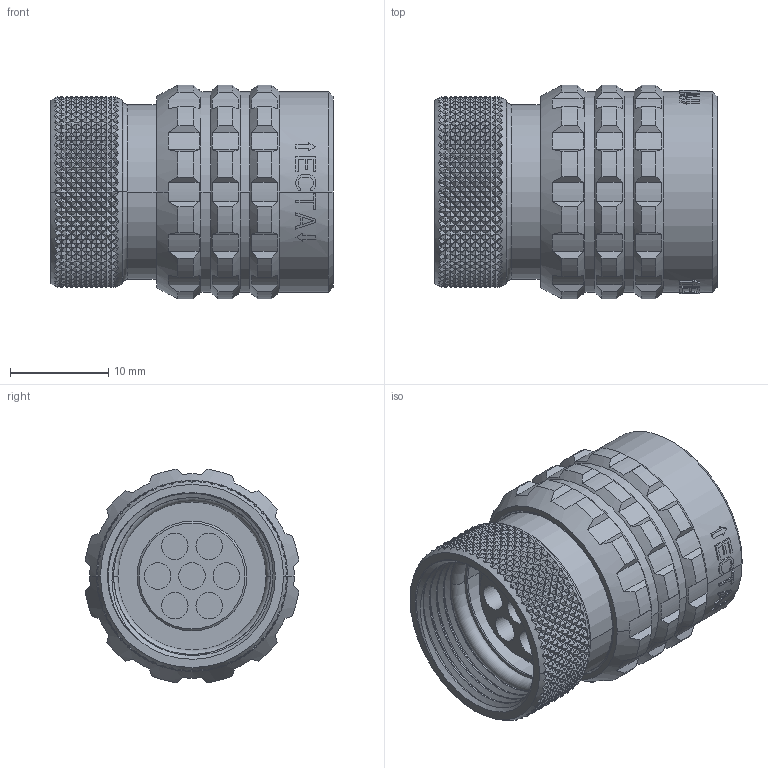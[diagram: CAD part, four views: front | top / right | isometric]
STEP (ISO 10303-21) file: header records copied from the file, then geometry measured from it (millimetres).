
FILE_DESCRIPTION((''),'2;1');
FILE_NAME('1332M107MS','2021-05-17T16:28:24',('cgregory'),('NET AG system integration'),'CREO PARAMETRIC BY PTC INC, 2019292','CREO PARAMETRIC BY PTC INC, 2019292','');
FILE_SCHEMA(('AUTOMOTIVE_DESIGN { 1 0 10303 214 1 1 1 1 }'));
Products named in the file (1): 1332M107MS
Bounding box: 28.8 x 21.79 x 21.79 mm (x, y, z)
Volume: 6783.4 mm3; surface area: 4485.2 mm2
Topology: 1 solids, 1 shells, 4335 faces, 7664 edges, 3368 vertices
Faces by surface type: bspline 3380, plane 755, cylinder 150, cone 33, torus 17
Entity records: 184510 total; most frequent: CARTESIAN_POINT 95583, ORIENTED_EDGE 15328, EDGE_CURVE 7664, B_SPLINE_CURVE_WITH_KNOTS 5875, EDGE_LOOP 4372, FACE_OUTER_BOUND 4335, ADVANCED_FACE 4335, FILL_AREA_STYLE_COLOUR 4323
